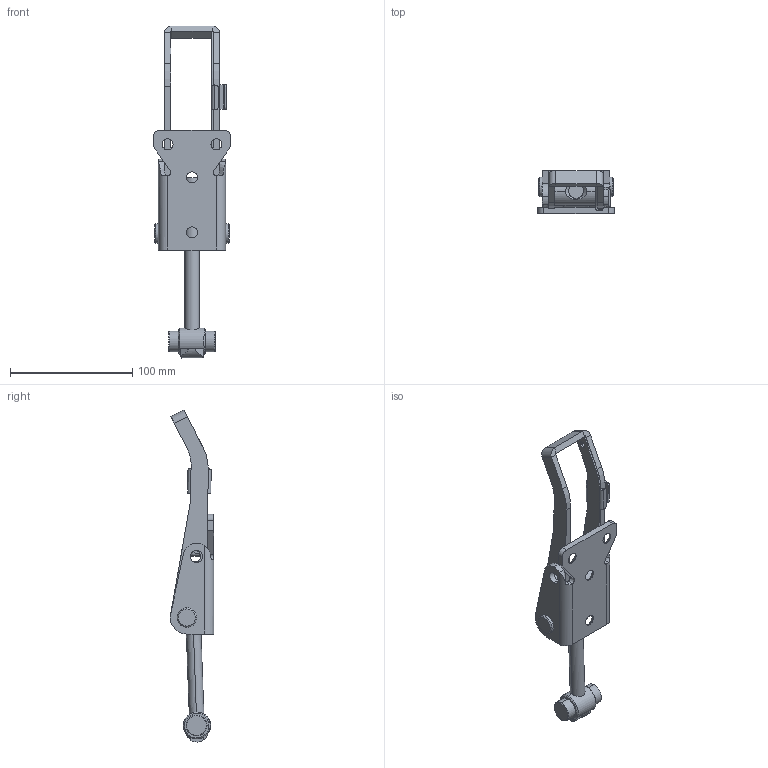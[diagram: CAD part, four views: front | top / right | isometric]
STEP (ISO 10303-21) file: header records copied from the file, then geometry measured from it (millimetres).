
FILE_DESCRIPTION (( 'STEP AP214' ), '1' );
FILE_NAME ('54350 - 804 TLC Stainless.STEP', '2017-01-31T08:03:24', ( '' ), ( '' ), 'SwSTEP 2.0', 'SolidWorks 2015', '' );
FILE_SCHEMA (( 'AUTOMOTIVE_DESIGN' ));
Length unit declared in the file: millimetre
Products named in the file (9): Nit - Rivet; 804 Bygel; Platta 804; 54350 - 804 TLC Stainless; 804 Rulle; T-skruv 804; 62073 - T-skruvrulle 804; 62191 - sexkantskruv M12x140 NV18 804; 804 - spärr
Assembly tree (9 placements, depth 3):
  54350 - 804 TLC Stainless
    Platta 804
    804 Bygel
    Nit - Rivet  x2
    804 - spärr
    T-skruv 804
      62191 - sexkantskruv M12x140 NV18 804
      62073 - T-skruvrulle 804
    804 Rulle
Bounding box: 63 x 35.5 x 271.91 mm (x, y, z)
Volume: 115668.5 mm3; surface area: 58596.1 mm2
Topology: 8 solids, 8 shells, 255 faces, 604 edges, 370 vertices
Faces by surface type: plane 112, cylinder 109, cone 28, bspline 6
Entity records: 8284 total; most frequent: CARTESIAN_POINT 2172, DIRECTION 1250, ORIENTED_EDGE 1156, EDGE_CURVE 578, AXIS2_PLACEMENT_3D 466, VERTEX_POINT 354, VECTOR 318, LINE 318
